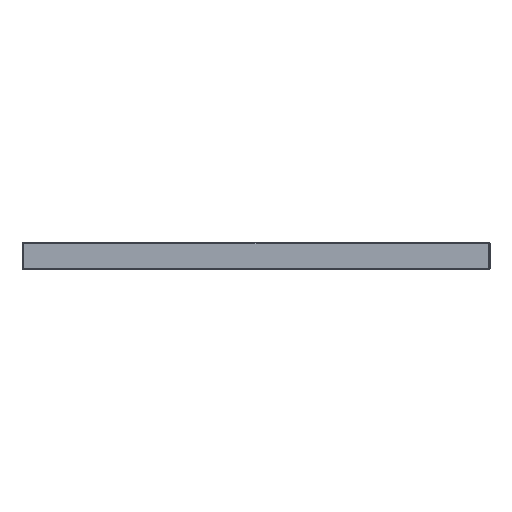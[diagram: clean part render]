
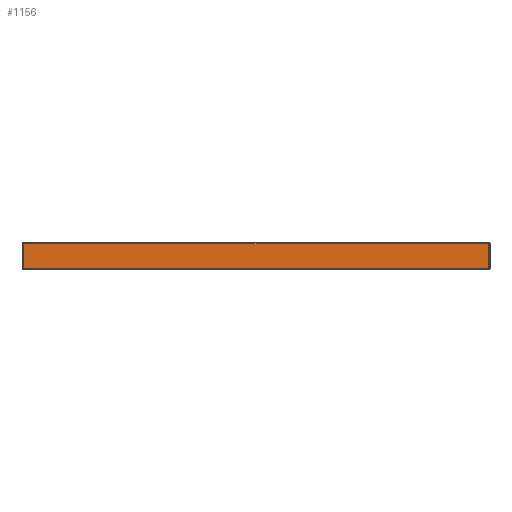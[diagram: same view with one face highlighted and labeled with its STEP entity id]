
A CAD part, left-side view. The second image highlights one B-rep face of the part: STEP entity #1156.
In plain terms, the highlighted planar face has unit normal (-1, 0, 0).
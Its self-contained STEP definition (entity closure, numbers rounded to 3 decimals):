
#601=B_SPLINE_CURVE_WITH_KNOTS('',3,(#60633,#60634,#60635,#60636,#60637,
#60638,#60639,#60640,#60641,#60642,#60643,#60644,#60645,#60646,#60647,#60648),
 .UNSPECIFIED.,.F.,.F.,(4,3,3,3,3,4),(0.,0.018,0.088,
0.369,0.93,1.),.UNSPECIFIED.);
#602=B_SPLINE_CURVE_WITH_KNOTS('',3,(#60650,#60651,#60652,#60653,#60654,
#60655,#60656,#60657,#60658,#60659,#60660,#60661,#60662,#60663,#60664,#60665,
#60666,#60667,#60668,#60669,#60670,#60671),.UNSPECIFIED.,.F.,.F.,(4,3,3,
3,3,3,3,4),(0.,0.009,0.043,0.181,
0.732,0.912,0.982,1.),.UNSPECIFIED.);
#892=PLANE('',#6978);
#1156=ADVANCED_FACE('',(#1644),#892,.T.);
#1644=FACE_OUTER_BOUND('',#2077,.T.);
#2077=EDGE_LOOP('',(#3712,#3713,#3714,#3715,#3716));
#3712=ORIENTED_EDGE('',*,*,#5722,.T.);
#3713=ORIENTED_EDGE('',*,*,#5723,.T.);
#3714=ORIENTED_EDGE('',*,*,#5724,.T.);
#3715=ORIENTED_EDGE('',*,*,#5725,.T.);
#3716=ORIENTED_EDGE('',*,*,#5726,.T.);
#4939=VERTEX_POINT('',#60627);
#4940=VERTEX_POINT('',#60628);
#4941=VERTEX_POINT('',#60630);
#4942=VERTEX_POINT('',#60632);
#4943=VERTEX_POINT('',#60649);
#5722=EDGE_CURVE('',#4939,#4940,#6252,.T.);
#5723=EDGE_CURVE('',#4940,#4941,#6253,.T.);
#5724=EDGE_CURVE('',#4941,#4942,#6254,.T.);
#5725=EDGE_CURVE('',#4942,#4943,#601,.T.);
#5726=EDGE_CURVE('',#4943,#4939,#602,.T.);
#6252=LINE('',#60626,#6512);
#6253=LINE('',#60629,#6513);
#6254=LINE('',#60631,#6514);
#6512=VECTOR('',#8209,1.);
#6513=VECTOR('',#8210,1.);
#6514=VECTOR('',#8211,1.);
#6978=AXIS2_PLACEMENT_3D('',#60672,#8212,#8213);
#8209=DIRECTION('',(0.,0.,-1.));
#8210=DIRECTION('',(0.,-1.,0.));
#8211=DIRECTION('',(0.,0.,1.));
#8212=DIRECTION('',(-1.,0.,0.));
#8213=DIRECTION('',(0.,0.,1.));
#60626=CARTESIAN_POINT('',(-600.,348.5,39.));
#60627=CARTESIAN_POINT('',(-600.,348.5,38.477));
#60628=CARTESIAN_POINT('',(-600.,348.5,1.));
#60629=CARTESIAN_POINT('',(-600.,-350.,1.));
#60630=CARTESIAN_POINT('',(-600.,-348.5,1.));
#60631=CARTESIAN_POINT('',(-600.,-348.5,39.));
#60632=CARTESIAN_POINT('',(-600.,-348.5,38.477));
#60633=CARTESIAN_POINT('',(-600.,-348.5,38.477));
#60634=CARTESIAN_POINT('',(-600.,-346.461,38.453));
#60635=CARTESIAN_POINT('',(-600.,-344.422,38.462));
#60636=CARTESIAN_POINT('',(-600.,-342.383,38.462));
#60637=CARTESIAN_POINT('',(-600.,-334.228,38.462));
#60638=CARTESIAN_POINT('',(-600.,-326.072,38.462));
#60639=CARTESIAN_POINT('',(-600.,-317.917,38.462));
#60640=CARTESIAN_POINT('',(-600.,-285.295,38.462));
#60641=CARTESIAN_POINT('',(-600.,-252.673,38.462));
#60642=CARTESIAN_POINT('',(-600.,-220.05,38.462));
#60643=CARTESIAN_POINT('',(-600.,-154.806,38.462));
#60644=CARTESIAN_POINT('',(-600.,-89.562,38.462));
#60645=CARTESIAN_POINT('',(-600.,-24.318,38.462));
#60646=CARTESIAN_POINT('',(-600.,-16.212,38.462));
#60647=CARTESIAN_POINT('',(-600.,-8.106,38.462));
#60648=CARTESIAN_POINT('',(-600.,0.,38.462));
#60649=CARTESIAN_POINT('',(-600.,0.,38.462));
#60650=CARTESIAN_POINT('',(-600.,0.,38.462));
#60651=CARTESIAN_POINT('',(-600.,1.,38.462));
#60652=CARTESIAN_POINT('',(-600.,2.,38.462));
#60653=CARTESIAN_POINT('',(-600.,3.,38.462));
#60654=CARTESIAN_POINT('',(-600.,7.,38.462));
#60655=CARTESIAN_POINT('',(-600.,11.,38.462));
#60656=CARTESIAN_POINT('',(-600.,15.,38.462));
#60657=CARTESIAN_POINT('',(-600.,31.,38.462));
#60658=CARTESIAN_POINT('',(-600.,47.,38.462));
#60659=CARTESIAN_POINT('',(-600.,63.,38.462));
#60660=CARTESIAN_POINT('',(-600.,127.,38.462));
#60661=CARTESIAN_POINT('',(-600.,191.,38.462));
#60662=CARTESIAN_POINT('',(-600.,255.,38.462));
#60663=CARTESIAN_POINT('',(-600.,275.972,38.462));
#60664=CARTESIAN_POINT('',(-600.,296.944,38.462));
#60665=CARTESIAN_POINT('',(-600.,317.917,38.462));
#60666=CARTESIAN_POINT('',(-600.,326.072,38.462));
#60667=CARTESIAN_POINT('',(-600.,334.228,38.462));
#60668=CARTESIAN_POINT('',(-600.,342.383,38.462));
#60669=CARTESIAN_POINT('',(-600.,344.422,38.462));
#60670=CARTESIAN_POINT('',(-600.,346.461,38.453));
#60671=CARTESIAN_POINT('',(-600.,348.5,38.477));
#60672=CARTESIAN_POINT('',(-600.,-350.,39.));
